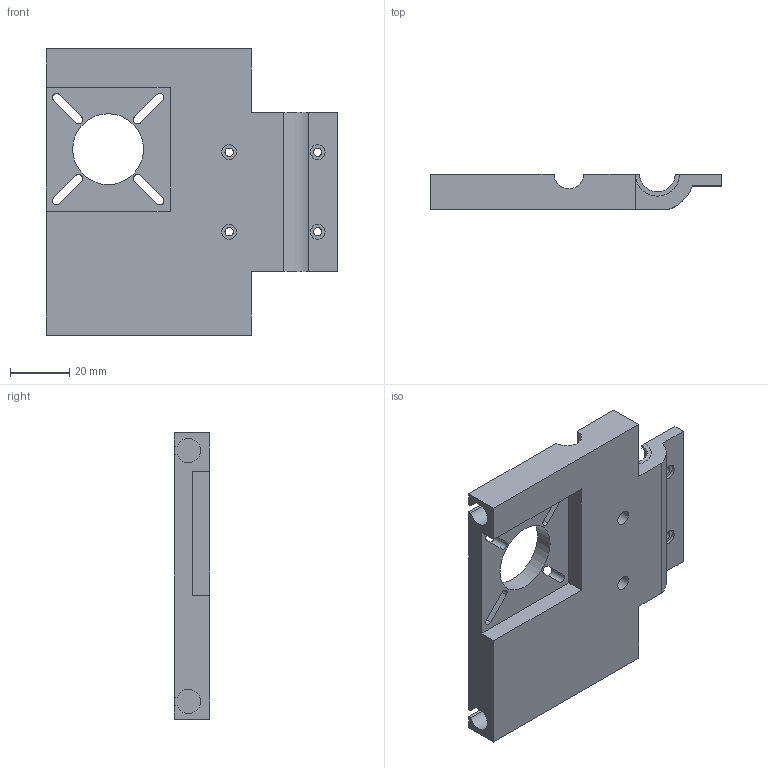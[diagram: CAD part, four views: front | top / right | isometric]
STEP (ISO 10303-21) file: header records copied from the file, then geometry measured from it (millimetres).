
FILE_DESCRIPTION(('FreeCAD Model'),'2;1');
FILE_NAME('RightShoulder.step', '2017-04-04T18:11:59',('Author'),(''), 'Open CASCADE STEP processor 6.8','FreeCAD','Unknown');
FILE_SCHEMA(('AUTOMOTIVE_DESIGN_CC2 { 1 2 10303 214 -1 1 5 4 }'));
Length unit declared in the file: millimetre
Products named in the file (2): ASSEMBLY; Cut
Assembly tree (1 placements, depth 2):
  ASSEMBLY
    Cut
Bounding box: 98.84 x 12 x 97 mm (x, y, z)
Volume: 68858.7 mm3; surface area: 23683.5 mm2
Topology: 1 solids, 1 shells, 73 faces, 187 edges, 120 vertices
Faces by surface type: plane 47, cylinder 26
Full cylindrical faces by diameter (mm): 2.8 x4, 5 x4, 24 x1
Entity records: 4802 total; most frequent: CARTESIAN_POINT 1014, DIRECTION 702, LINE 427, VECTOR 427, ORIENTED_EDGE 374, PCURVE 374, DEFINITIONAL_REPRESENTATION 374, EDGE_CURVE 187
